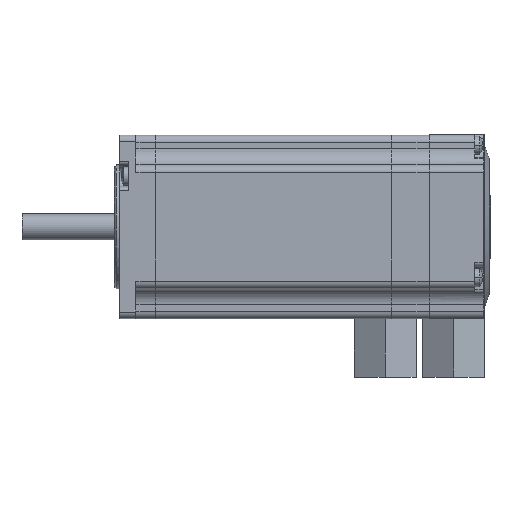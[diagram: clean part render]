
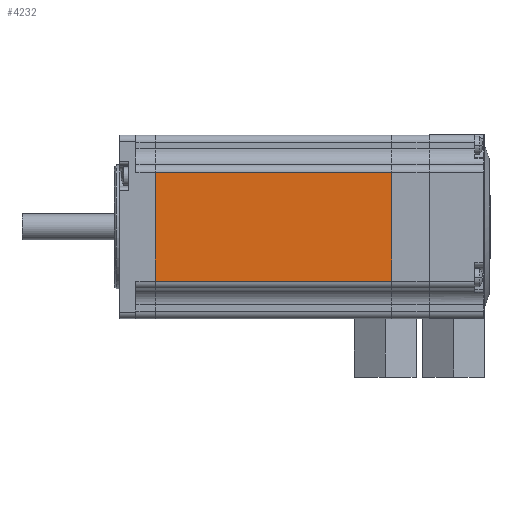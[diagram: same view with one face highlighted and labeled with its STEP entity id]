
A CAD part, top view. The second image highlights one B-rep face of the part: STEP entity #4232.
In plain terms, the highlighted face is planar.
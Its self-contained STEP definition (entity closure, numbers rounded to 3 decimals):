
#4232 = ADVANCED_FACE ( 'NONE', ( #44487 ), #43623, .F. ) ;
#14791 = EDGE_CURVE ( 'NONE', #29854, #29852, #45025, .T. ) ;
#14820 = EDGE_CURVE ( 'NONE', #29852, #29835, #45045, .T. ) ;
#14821 = EDGE_CURVE ( 'NONE', #29835, #29834, #45046, .T. ) ;
#14822 = EDGE_CURVE ( 'NONE', #29834, #29854, #45047, .T. ) ;
#19900 = EDGE_LOOP ( 'NONE', ( #40096, #40099, #40346, #40078 ) ) ;
#29834 = VERTEX_POINT ( 'NONE', #32749 ) ;
#29835 = VERTEX_POINT ( 'NONE', #33704 ) ;
#29852 = VERTEX_POINT ( 'NONE', #33721 ) ;
#29854 = VERTEX_POINT ( 'NONE', #33723 ) ;
#32749 = CARTESIAN_POINT ( 'NONE',  ( -16.7, -28.2, -40. ) ) ;
#33704 = CARTESIAN_POINT ( 'NONE',  ( 16.7, -28.2, -40. ) ) ;
#33721 = CARTESIAN_POINT ( 'NONE',  ( 16.7, -28.2, 32.6 ) ) ;
#33723 = CARTESIAN_POINT ( 'NONE',  ( -16.7, -28.2, 32.6 ) ) ;
#35904 = AXIS2_PLACEMENT_3D ( 'NONE', #43210, #43167, #43579 ) ;
#40078 = ORIENTED_EDGE ( 'NONE', *, *, #14791, .F. ) ;
#40096 = ORIENTED_EDGE ( 'NONE', *, *, #14822, .F. ) ;
#40099 = ORIENTED_EDGE ( 'NONE', *, *, #14821, .F. ) ;
#40346 = ORIENTED_EDGE ( 'NONE', *, *, #14820, .F. ) ;
#43167 = DIRECTION ( 'NONE',  ( 0., 1., 0. ) ) ;
#43210 = CARTESIAN_POINT ( 'NONE',  ( -16.7, -28.2, 0. ) ) ;
#43579 = DIRECTION ( 'NONE',  ( 0., 0., 1. ) ) ;
#43623 = PLANE ( 'NONE',  #35904 ) ;
#44487 = FACE_OUTER_BOUND ( 'NONE', #19900, .T. ) ;
#45025 = LINE ( 'NONE', #46872, #46269 ) ;
#45045 = LINE ( 'NONE', #46939, #46308 ) ;
#45046 = LINE ( 'NONE', #46941, #46309 ) ;
#45047 = LINE ( 'NONE', #46943, #46310 ) ;
#46269 = VECTOR ( 'NONE', #46873, 1000. ) ;
#46308 = VECTOR ( 'NONE', #46940, 1000. ) ;
#46309 = VECTOR ( 'NONE', #46942, 1000. ) ;
#46310 = VECTOR ( 'NONE', #46944, 1000. ) ;
#46872 = CARTESIAN_POINT ( 'NONE',  ( -28.2, -28.2, 32.6 ) ) ;
#46873 = DIRECTION ( 'NONE',  ( 1., 0., 0. ) ) ;
#46939 = CARTESIAN_POINT ( 'NONE',  ( 16.7, -28.2, 0. ) ) ;
#46940 = DIRECTION ( 'NONE',  ( 0., 0., -1. ) ) ;
#46941 = CARTESIAN_POINT ( 'NONE',  ( 16.7, -28.2, -40. ) ) ;
#46942 = DIRECTION ( 'NONE',  ( -1., 0., 0. ) ) ;
#46943 = CARTESIAN_POINT ( 'NONE',  ( -16.7, -28.2, 0. ) ) ;
#46944 = DIRECTION ( 'NONE',  ( 0., 0., 1. ) ) ;
